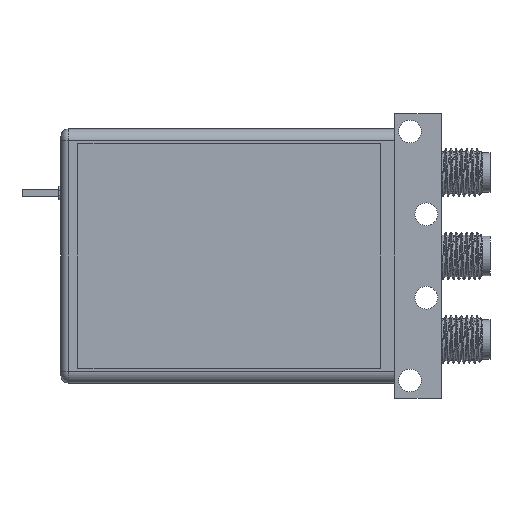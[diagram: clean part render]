
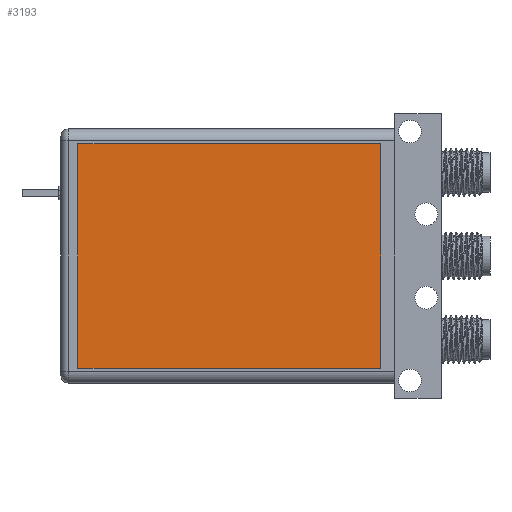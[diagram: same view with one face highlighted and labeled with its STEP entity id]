
A CAD part, left-side view. The second image highlights one B-rep face of the part: STEP entity #3193.
In plain terms, the highlighted face is planar.
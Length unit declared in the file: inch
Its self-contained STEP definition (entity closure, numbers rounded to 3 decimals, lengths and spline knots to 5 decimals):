
#220 = EDGE_CURVE ( 'NONE', #9134, #7264, #4981, .T. ) ;
#228 = VECTOR ( 'NONE', #1640, 39.37008 ) ;
#386 = VERTEX_POINT ( 'NONE', #7942 ) ;
#1044 = CARTESIAN_POINT ( 'NONE',  ( -0.593, 0.075, -0.251 ) ) ;
#1432 = VERTEX_POINT ( 'NONE', #2404 ) ;
#1640 = DIRECTION ( 'NONE',  ( 0., -1., 0. ) ) ;
#1847 = EDGE_CURVE ( 'NONE', #386, #9134, #3176, .T. ) ;
#1895 = PLANE ( 'NONE',  #2084 ) ;
#2084 = AXIS2_PLACEMENT_3D ( 'NONE', #5385, #8846, #7996 ) ;
#2349 = DIRECTION ( 'NONE',  ( 1., 0., 0. ) ) ;
#2404 = CARTESIAN_POINT ( 'NONE',  ( -0.593, 1.67, -0.251 ) ) ;
#2472 = LINE ( 'NONE', #5951, #9148 ) ;
#3176 = LINE ( 'NONE', #9444, #228 ) ;
#3193 = ADVANCED_FACE ( 'NONE', ( #4572 ), #1895, .T. ) ;
#3289 = VECTOR ( 'NONE', #11016, 39.37008 ) ;
#3298 = DIRECTION ( 'NONE',  ( 0., 1., 0. ) ) ;
#4186 = CARTESIAN_POINT ( 'NONE',  ( 0.593, 0.075, -0.251 ) ) ;
#4572 = FACE_OUTER_BOUND ( 'NONE', #5505, .T. ) ;
#4960 = LINE ( 'NONE', #7581, #7784 ) ;
#4981 = LINE ( 'NONE', #4186, #3289 ) ;
#5339 = EDGE_CURVE ( 'NONE', #1432, #386, #2472, .T. ) ;
#5385 = CARTESIAN_POINT ( 'NONE',  ( 0., 0., -0.251 ) ) ;
#5505 = EDGE_LOOP ( 'NONE', ( #7574, #6710, #5718, #5834 ) ) ;
#5718 = ORIENTED_EDGE ( 'NONE', *, *, #9232, .T. ) ;
#5834 = ORIENTED_EDGE ( 'NONE', *, *, #5339, .T. ) ;
#5951 = CARTESIAN_POINT ( 'NONE',  ( 0.593, 1.67, -0.251 ) ) ;
#6710 = ORIENTED_EDGE ( 'NONE', *, *, #220, .T. ) ;
#7193 = CARTESIAN_POINT ( 'NONE',  ( 0.593, 0.075, -0.251 ) ) ;
#7264 = VERTEX_POINT ( 'NONE', #1044 ) ;
#7574 = ORIENTED_EDGE ( 'NONE', *, *, #1847, .T. ) ;
#7581 = CARTESIAN_POINT ( 'NONE',  ( -0.593, 1.67, -0.251 ) ) ;
#7784 = VECTOR ( 'NONE', #3298, 39.37008 ) ;
#7942 = CARTESIAN_POINT ( 'NONE',  ( 0.593, 1.67, -0.251 ) ) ;
#7996 = DIRECTION ( 'NONE',  ( -1., 0., 0. ) ) ;
#8846 = DIRECTION ( 'NONE',  ( 0., 0., -1. ) ) ;
#9134 = VERTEX_POINT ( 'NONE', #7193 ) ;
#9148 = VECTOR ( 'NONE', #2349, 39.37008 ) ;
#9232 = EDGE_CURVE ( 'NONE', #7264, #1432, #4960, .T. ) ;
#9444 = CARTESIAN_POINT ( 'NONE',  ( 0.593, 1.67, -0.251 ) ) ;
#11016 = DIRECTION ( 'NONE',  ( -1., 0., 0. ) ) ;
